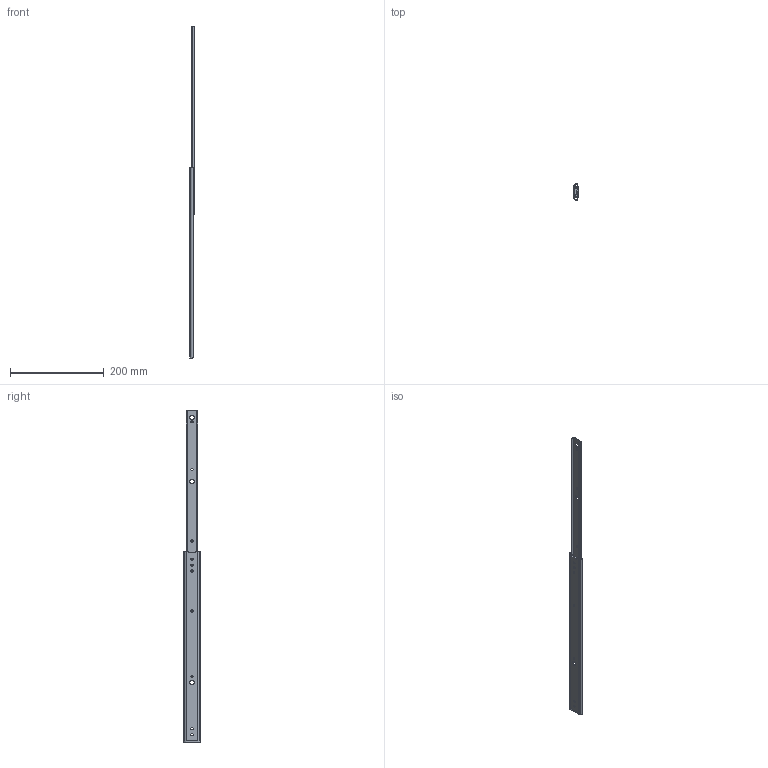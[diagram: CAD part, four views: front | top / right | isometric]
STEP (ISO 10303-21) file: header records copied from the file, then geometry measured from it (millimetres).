
FILE_DESCRIPTION (( 'STEP AP203' ), '1' );
FILE_NAME ('3520-16.STEP', '2020-06-15T00:31:13', ( '' ), ( '' ), 'SwSTEP 2.0', 'SolidWorks 2019', '' );
FILE_SCHEMA (( 'CONFIG_CONTROL_DESIGN' ));
Length unit declared in the file: millimetre
Products named in the file (3): 3520-16; IM 3520-16; OM 3520-16 
Assembly tree (2 placements, depth 2):
  3520-16
    OM 3520-16 
    IM 3520-16
Bounding box: 9.6 x 35.3 x 709.15 mm (x, y, z)
Volume: 50717.1 mm3; surface area: 66703.1 mm2
Topology: 2 solids, 2 shells, 138 faces, 400 edges, 266 vertices
Faces by surface type: cylinder 70, plane 68
Entity records: 5101 total; most frequent: CARTESIAN_POINT 997, DIRECTION 806, ORIENTED_EDGE 800, EDGE_CURVE 400, AXIS2_PLACEMENT_3D 279, VERTEX_POINT 266, VECTOR 248, LINE 248
